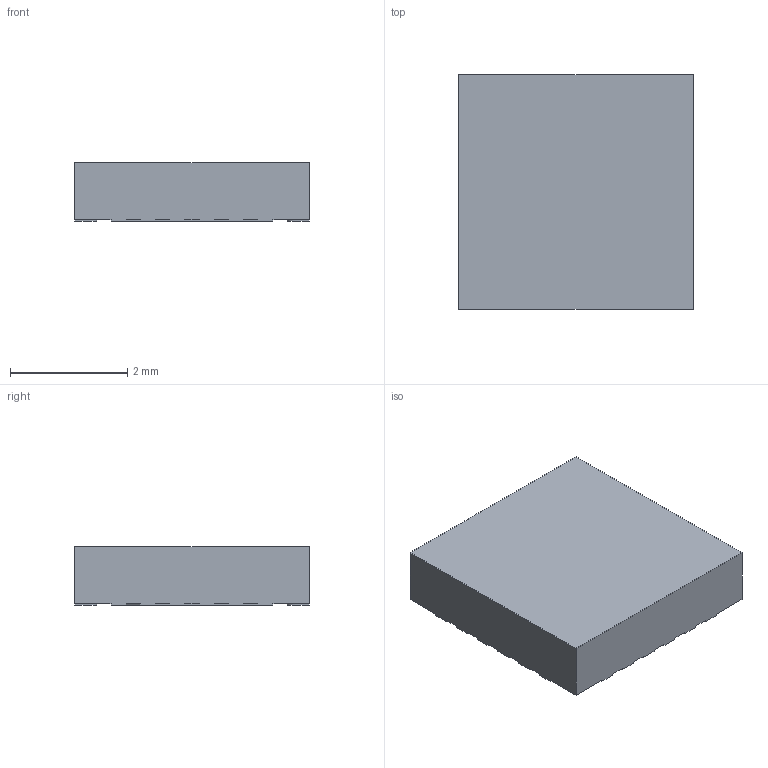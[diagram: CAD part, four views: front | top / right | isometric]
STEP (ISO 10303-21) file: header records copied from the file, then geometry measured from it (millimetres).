
FILE_DESCRIPTION( ( '' ), ' ' );
FILE_NAME( '5aeacacb9c35b50b74d4683c.step', '2018-05-03T08:39:40', ( '' ), ( '' ), ' ', ' ', ' ' );
FILE_SCHEMA( ( 'AUTOMOTIVE_DESIGN { 1 0 10303 214 1 1 1 1 }' ) );
Length unit declared in the file: metre
Products named in the file (1): Open CASCADE STEP translator 6.8 1
Bounding box: 4 x 4 x 1 mm (x, y, z)
Volume: 15.8 mm3; surface area: 48.6 mm2
Topology: 1 solids, 1 shells, 108 faces, 315 edges, 210 vertices
Faces by surface type: plane 84, cylinder 24
Entity records: 6002 total; most frequent: CARTESIAN_POINT 634, ORIENTED_EDGE 630, DIRECTION 581, STYLED_ITEM 423, PRESENTATION_STYLE_ASSIGNMENT 423, COLOUR_RGB 423, EDGE_CURVE 315, CURVE_STYLE 315
